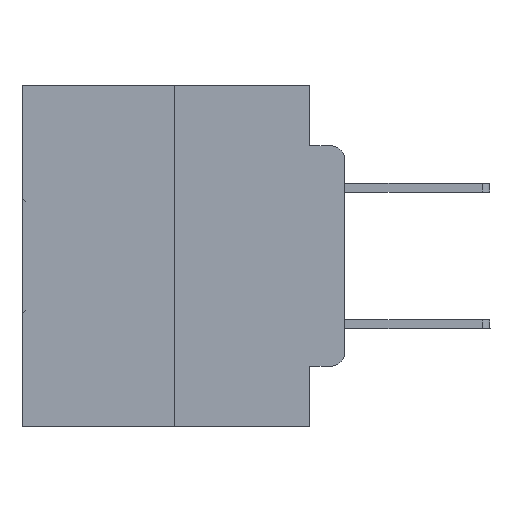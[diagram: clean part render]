
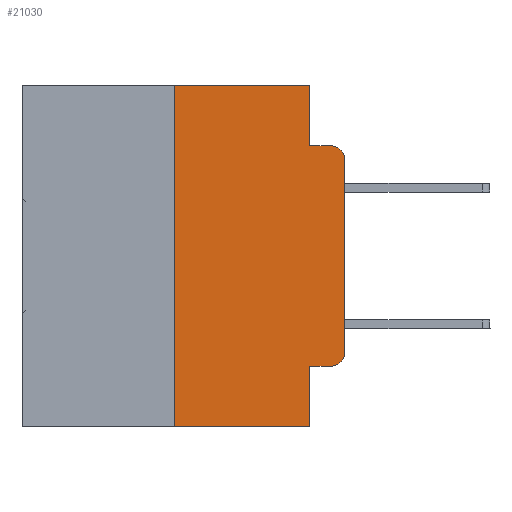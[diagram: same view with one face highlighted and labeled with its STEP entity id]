
A CAD part, left-side view. The second image highlights one B-rep face of the part: STEP entity #21030.
In plain terms, the highlighted planar face has unit normal (-1, 0, 0).
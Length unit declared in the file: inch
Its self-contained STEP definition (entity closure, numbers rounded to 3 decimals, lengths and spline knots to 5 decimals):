
#66 = CIRCLE ( 'NONE', #18470, 0.02 ) ;
#158 = CARTESIAN_POINT ( 'NONE',  ( 0., 0.051, 0. ) ) ;
#517 = CARTESIAN_POINT ( 'NONE',  ( 0., 0.25, 0. ) ) ;
#562 = EDGE_CURVE ( 'NONE', #5086, #13848, #66, .T. ) ;
#1180 = VECTOR ( 'NONE', #18026, 39.37008 ) ;
#1989 = EDGE_CURVE ( 'NONE', #11068, #20666, #3016, .T. ) ;
#2819 = CARTESIAN_POINT ( 'NONE',  ( 0., 0., -0.3915 ) ) ;
#2945 = ORIENTED_EDGE ( 'NONE', *, *, #19896, .F. ) ;
#3016 = CIRCLE ( 'NONE', #6079, 0.02 ) ;
#3525 = LINE ( 'NONE', #28133, #20856 ) ;
#5086 = VERTEX_POINT ( 'NONE', #14878 ) ;
#5239 = CARTESIAN_POINT ( 'NONE',  ( 0., 0.051, -0.0885 ) ) ;
#5655 = CARTESIAN_POINT ( 'NONE',  ( 0., 0.051, -0.5 ) ) ;
#6079 = AXIS2_PLACEMENT_3D ( 'NONE', #25822, #30185, #11164 ) ;
#6120 = VERTEX_POINT ( 'NONE', #15267 ) ;
#6935 = LINE ( 'NONE', #21366, #14169 ) ;
#7302 = LINE ( 'NONE', #21707, #25993 ) ;
#7471 = CARTESIAN_POINT ( 'NONE',  ( 0., 0.02, -0.3915 ) ) ;
#7586 = EDGE_CURVE ( 'NONE', #6120, #24444, #17313, .T. ) ;
#8488 = LINE ( 'NONE', #28139, #19749 ) ;
#8692 = VERTEX_POINT ( 'NONE', #20890 ) ;
#8784 = ORIENTED_EDGE ( 'NONE', *, *, #9152, .F. ) ;
#8872 = FACE_OUTER_BOUND ( 'NONE', #30999, .T. ) ;
#9152 = EDGE_CURVE ( 'NONE', #19307, #8692, #13920, .T. ) ;
#9187 = LINE ( 'NONE', #18614, #30538 ) ;
#11068 = VERTEX_POINT ( 'NONE', #15562 ) ;
#11164 = DIRECTION ( 'NONE',  ( 0., 0., -1. ) ) ;
#11304 = PLANE ( 'NONE',  #25516 ) ;
#11490 = CARTESIAN_POINT ( 'NONE',  ( 0., 0.02, -0.0885 ) ) ;
#12150 = EDGE_CURVE ( 'NONE', #6120, #5086, #29858, .T. ) ;
#12782 = VERTEX_POINT ( 'NONE', #30919 ) ;
#13224 = VECTOR ( 'NONE', #23827, 39.37008 ) ;
#13848 = VERTEX_POINT ( 'NONE', #2819 ) ;
#13920 = LINE ( 'NONE', #16472, #13224 ) ;
#13992 = ORIENTED_EDGE ( 'NONE', *, *, #7586, .F. ) ;
#14000 = DIRECTION ( 'NONE',  ( 0., 0., 1. ) ) ;
#14169 = VECTOR ( 'NONE', #14000, 39.37008 ) ;
#14878 = CARTESIAN_POINT ( 'NONE',  ( 0., 0.02, -0.4115 ) ) ;
#14976 = DIRECTION ( 'NONE',  ( 0., 0., -1. ) ) ;
#15267 = CARTESIAN_POINT ( 'NONE',  ( 0., 0.051, -0.4115 ) ) ;
#15351 = ORIENTED_EDGE ( 'NONE', *, *, #17336, .F. ) ;
#15562 = CARTESIAN_POINT ( 'NONE',  ( 0., 0., -0.1085 ) ) ;
#16472 = CARTESIAN_POINT ( 'NONE',  ( 0., 0.473, 0. ) ) ;
#17313 = LINE ( 'NONE', #158, #29082 ) ;
#17336 = EDGE_CURVE ( 'NONE', #12782, #19307, #6935, .T. ) ;
#17532 = ORIENTED_EDGE ( 'NONE', *, *, #1989, .T. ) ;
#18026 = DIRECTION ( 'NONE',  ( 0., -1., 0. ) ) ;
#18384 = DIRECTION ( 'NONE',  ( 0., -1., 0. ) ) ;
#18464 = DIRECTION ( 'NONE',  ( 0., 0., -1. ) ) ;
#18470 = AXIS2_PLACEMENT_3D ( 'NONE', #7471, #22181, #14976 ) ;
#18614 = CARTESIAN_POINT ( 'NONE',  ( 0., 0.051, 0. ) ) ;
#18925 = ORIENTED_EDGE ( 'NONE', *, *, #562, .T. ) ;
#19307 = VERTEX_POINT ( 'NONE', #517 ) ;
#19749 = VECTOR ( 'NONE', #23048, 39.37008 ) ;
#19896 = EDGE_CURVE ( 'NONE', #28959, #20666, #3525, .T. ) ;
#20583 = CARTESIAN_POINT ( 'NONE',  ( 0., 0.051, -0.4115 ) ) ;
#20666 = VERTEX_POINT ( 'NONE', #11490 ) ;
#20731 = EDGE_CURVE ( 'NONE', #12782, #24444, #7302, .T. ) ;
#20856 = VECTOR ( 'NONE', #18384, 39.37008 ) ;
#20890 = CARTESIAN_POINT ( 'NONE',  ( 0., 0.051, 0. ) ) ;
#21030 = ADVANCED_FACE ( 'NONE', ( #8872 ), #11304, .F. ) ;
#21366 = CARTESIAN_POINT ( 'NONE',  ( 0., 0.25, 0. ) ) ;
#21707 = CARTESIAN_POINT ( 'NONE',  ( 0., 0.473, -0.5 ) ) ;
#22181 = DIRECTION ( 'NONE',  ( -1., 0., 0. ) ) ;
#22768 = ORIENTED_EDGE ( 'NONE', *, *, #27247, .F. ) ;
#22989 = CARTESIAN_POINT ( 'NONE',  ( 0., 0.473, 0. ) ) ;
#23048 = DIRECTION ( 'NONE',  ( 0., 0., 1. ) ) ;
#23827 = DIRECTION ( 'NONE',  ( 0., -1., 0. ) ) ;
#24251 = DIRECTION ( 'NONE',  ( 0., -1., 0. ) ) ;
#24444 = VERTEX_POINT ( 'NONE', #5655 ) ;
#24916 = EDGE_CURVE ( 'NONE', #13848, #11068, #8488, .T. ) ;
#25021 = ORIENTED_EDGE ( 'NONE', *, *, #20731, .T. ) ;
#25516 = AXIS2_PLACEMENT_3D ( 'NONE', #22989, #28082, #18464 ) ;
#25822 = CARTESIAN_POINT ( 'NONE',  ( 0., 0.02, -0.1085 ) ) ;
#25993 = VECTOR ( 'NONE', #24251, 39.37008 ) ;
#26089 = ORIENTED_EDGE ( 'NONE', *, *, #24916, .T. ) ;
#26282 = DIRECTION ( 'NONE',  ( 0., 0., -1. ) ) ;
#27247 = EDGE_CURVE ( 'NONE', #8692, #28959, #9187, .T. ) ;
#28082 = DIRECTION ( 'NONE',  ( 1., 0., 0. ) ) ;
#28133 = CARTESIAN_POINT ( 'NONE',  ( 0., 0.051, -0.0885 ) ) ;
#28139 = CARTESIAN_POINT ( 'NONE',  ( 0., 0., 0. ) ) ;
#28959 = VERTEX_POINT ( 'NONE', #5239 ) ;
#29082 = VECTOR ( 'NONE', #29129, 39.37008 ) ;
#29129 = DIRECTION ( 'NONE',  ( 0., 0., -1. ) ) ;
#29204 = ORIENTED_EDGE ( 'NONE', *, *, #12150, .T. ) ;
#29858 = LINE ( 'NONE', #20583, #1180 ) ;
#30185 = DIRECTION ( 'NONE',  ( -1., 0., 0. ) ) ;
#30538 = VECTOR ( 'NONE', #26282, 39.37008 ) ;
#30919 = CARTESIAN_POINT ( 'NONE',  ( 0., 0.25, -0.5 ) ) ;
#30999 = EDGE_LOOP ( 'NONE', ( #26089, #17532, #2945, #22768, #8784, #15351, #25021, #13992, #29204, #18925 ) ) ;
